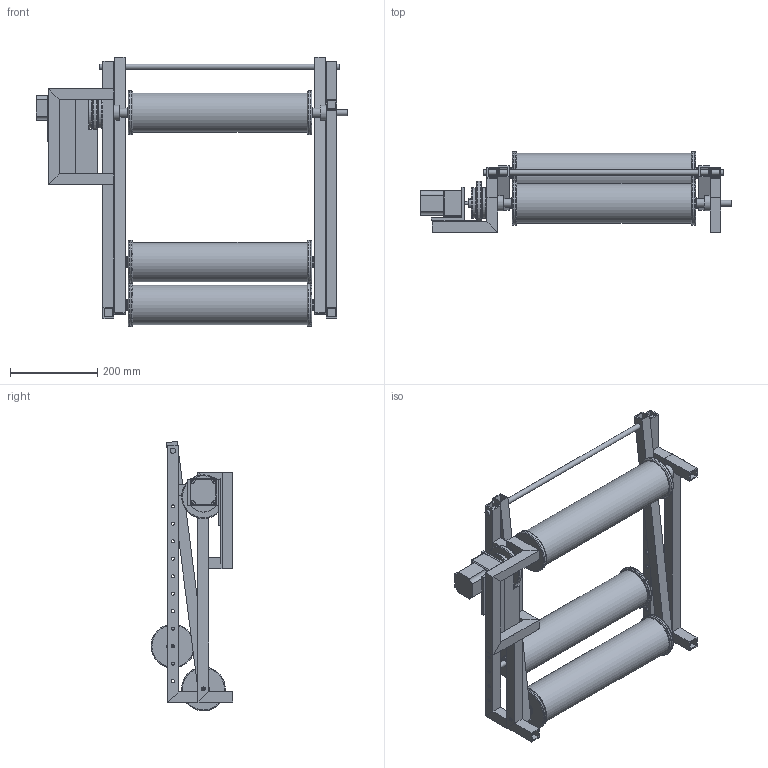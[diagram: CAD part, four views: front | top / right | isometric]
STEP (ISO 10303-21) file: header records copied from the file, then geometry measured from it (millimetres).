
FILE_DESCRIPTION(/* description */ (''),/* implementation_level */ '2;1');
FILE_NAME(/* name */ 'FRAME - FOLDED.stp',/* time_stamp */ '2022-11-07T11:09:45+02:00',/* author */ ('dylan'),/* organization */ (''),/* preprocessor_version */ 'ST-DEVELOPER v19',/* originating_system */ 'Autodesk Inventor 2023',/* authorisation */ '');
FILE_SCHEMA (('AUTOMOTIVE_DESIGN { 1 0 10303 214 3 1 1 }'));
Length unit declared in the file: millimetre
Products named in the file (46): NA; FRONT FRAME ASSEMBLY; A007; P701; P002; A006; P601; P602; P603; REAR ASSEMBLY; A002; P201; P202; P203; STN 022930 - 20; DE STD-0004; STN 022930 - 12; P204; A005; P501; P502; A004; P402; P403; 472-028; P404; P405; P406; P407; P408; P409; P410; P411; P412; IDLE ROLLER; P302; SP001; P301; KM 02; 6902 2RS BTC ...
Assembly tree (69 placements, depth 4):
  NA
    FRONT FRAME ASSEMBLY
      A007
        P601
        P602
        P701
      P002
      A006
        P601
        P602
        P603
      IDLE ROLLER
        P302  x2
        SP001
        6902 2RS BTC  x4
        P301
        KM 02  x2
        P303  x2
    REAR ASSEMBLY
      A002
        P201
        P202  x3
        6902 2RS BTC  x2
        P203
        STN 022930 - 20  x2
        DE STD-0004  x2
        STN 022930 - 12
        SP001
        P204  x2
      A005
        P501
        P403  x2
        P502
        472-028
      A004
        P402
        P403
        472-028
        P404
        P405
        P406
        P407
        P408
        P409
        P410
        P411
        P412
      IDLE ROLLER
        P302  x2
        SP001
        6902 2RS BTC  x4
        P301
        KM 02  x2
        P303  x2
      MOTOR MODEL
      P005
      P003
      P004  x4
    P001  x2
Bounding box: 712.1 x 187.41 x 616.8 mm (x, y, z)
Volume: 4693840.9 mm3; surface area: 1877390.2 mm2
Topology: 72 solids, 72 shells, 1263 faces, 3626 edges, 2409 vertices
Faces by surface type: plane 541, cylinder 336, torus 256, sphere 94, cone 36
Full cylindrical faces by diameter (mm): 1.7 x6, 2 x8, 3.242 x7, 4.134 x8, 4.917 x4, 5 x8, 7 x22, 8 x2, 9 x1, 11 x1, 12 x42, 13.917 x4, 14 x3, 15 x38, 16 x2, 19 x6, 19.16 x20, 20 x13, 22 x2, 23.84 x20, 24 x2, 28 x18, 29.4 x2, 30 x1, 35 x2, 70 x2, 79.8 x3, 80 x6, 90 x3, 100 x7
Entity records: 20809 total; most frequent: CARTESIAN_POINT 4385, DIRECTION 3233, ORIENTED_EDGE 2852, EDGE_CURVE 1426, AXIS2_PLACEMENT_3D 1213, VERTEX_POINT 955, EDGE_LOOP 875, LINE 807
